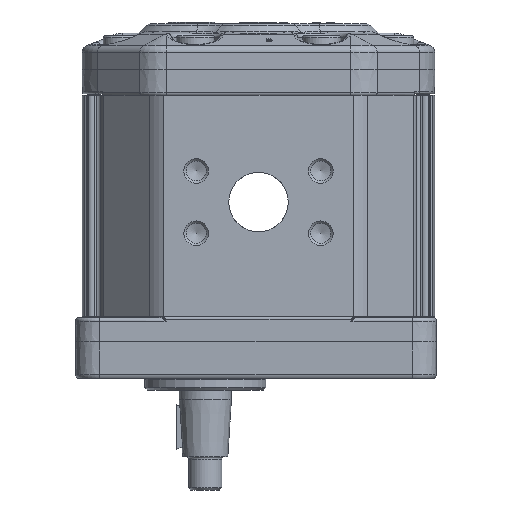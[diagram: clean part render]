
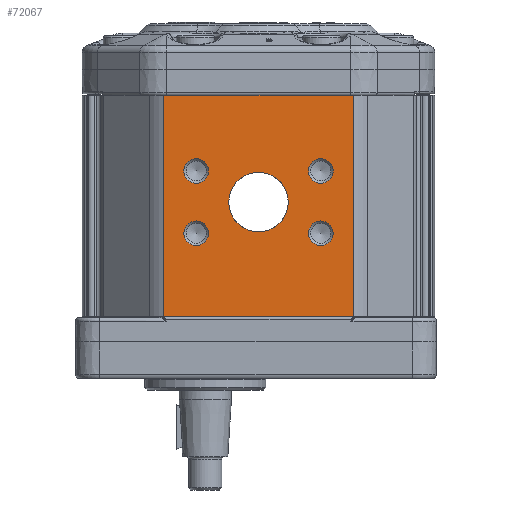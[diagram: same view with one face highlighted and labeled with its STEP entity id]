
A CAD part, left-side view. The second image highlights one B-rep face of the part: STEP entity #72067.
In plain terms, the highlighted planar face has unit normal (-1, 0, 0).
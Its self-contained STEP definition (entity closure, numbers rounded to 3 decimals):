
#70826=CARTESIAN_POINT('',(-60.,-62.173,-0.3));
#70827=VERTEX_POINT('',#70826);
#70828=CARTESIAN_POINT('',(-60.,17.383,-0.3));
#70829=VERTEX_POINT('',#70828);
#70830=CARTESIAN_POINT('',(-60.,-62.173,-0.3));
#70831=DIRECTION('',(0.0,1.0,0.0));
#70832=VECTOR('',#70831,79.556);
#70833=LINE('',#70830,#70832);
#70834=EDGE_CURVE('',#70827,#70829,#70833,.T.);
#71294=CARTESIAN_POINT('',(-60.,17.383,92.7));
#71295=VERTEX_POINT('',#71294);
#71296=CARTESIAN_POINT('',(-60.,-62.173,92.7));
#71297=VERTEX_POINT('',#71296);
#71298=CARTESIAN_POINT('',(-60.,17.383,92.7));
#71299=DIRECTION('',(0.0,-1.0,0.0));
#71300=VECTOR('',#71299,79.556);
#71301=LINE('',#71298,#71300);
#71302=EDGE_CURVE('',#71295,#71297,#71301,.T.);
#71987=CARTESIAN_POINT('',(-60.,3.79,65.983));
#71988=VERTEX_POINT('',#71987);
#71989=CARTESIAN_POINT('',(-60.,3.79,60.795));
#71990=DIRECTION('',(-1.0,0.0,0.0));
#71991=DIRECTION('',(0.0,0.0,-1.0));
#71992=AXIS2_PLACEMENT_3D('',#71989,#71990,#71991);
#71993=CIRCLE('',#71992,5.188);
#71994=EDGE_CURVE('',#71988,#71988,#71993,.T.);
#71999=CARTESIAN_POINT('',(-60.,-82.395,92.7));
#72000=DIRECTION('',(1.0,0.0,0.0));
#72001=DIRECTION('',(0.0,0.0,-1.0));
#72002=AXIS2_PLACEMENT_3D('',#71999,#72000,#72001);
#72003=PLANE('',#72002);
#72004=CARTESIAN_POINT('',(-60.,17.383,-0.3));
#72005=DIRECTION('',(0.0,0.0,1.0));
#72006=VECTOR('',#72005,93.0);
#72007=LINE('',#72004,#72006);
#72008=EDGE_CURVE('',#70829,#71295,#72007,.T.);
#72009=ORIENTED_EDGE('',*,*,#72008,.F.);
#72010=ORIENTED_EDGE('',*,*,#70834,.F.);
#72011=CARTESIAN_POINT('',(-60.,-62.173,92.7));
#72012=DIRECTION('',(0.0,0.0,-1.0));
#72013=VECTOR('',#72012,93.0);
#72014=LINE('',#72011,#72013);
#72015=EDGE_CURVE('',#71297,#70827,#72014,.T.);
#72016=ORIENTED_EDGE('',*,*,#72015,.F.);
#72017=ORIENTED_EDGE('',*,*,#71302,.F.);
#72018=EDGE_LOOP('',(#72009,#72010,#72016,#72017));
#72019=FACE_OUTER_BOUND('',#72018,.T.);
#72020=CARTESIAN_POINT('',(-60.,3.79,39.793));
#72021=VERTEX_POINT('',#72020);
#72022=CARTESIAN_POINT('',(-60.,3.79,34.605));
#72023=DIRECTION('',(-1.0,0.0,0.0));
#72024=DIRECTION('',(0.0,0.0,-1.0));
#72025=AXIS2_PLACEMENT_3D('',#72022,#72023,#72024);
#72026=CIRCLE('',#72025,5.188);
#72027=EDGE_CURVE('',#72021,#72021,#72026,.T.);
#72028=ORIENTED_EDGE('',*,*,#72027,.F.);
#72029=EDGE_LOOP('',(#72028));
#72030=FACE_BOUND('',#72029,.T.);
#72031=CARTESIAN_POINT('',(-60.,-48.58,65.983));
#72032=VERTEX_POINT('',#72031);
#72033=CARTESIAN_POINT('',(-60.,-48.58,60.795));
#72034=DIRECTION('',(-1.0,0.0,0.0));
#72035=DIRECTION('',(0.0,0.0,-1.0));
#72036=AXIS2_PLACEMENT_3D('',#72033,#72034,#72035);
#72037=CIRCLE('',#72036,5.188);
#72038=EDGE_CURVE('',#72032,#72032,#72037,.T.);
#72039=ORIENTED_EDGE('',*,*,#72038,.F.);
#72040=EDGE_LOOP('',(#72039));
#72041=FACE_BOUND('',#72040,.T.);
#72042=CARTESIAN_POINT('',(-60.,-22.395,60.2));
#72043=VERTEX_POINT('',#72042);
#72044=CARTESIAN_POINT('',(-60.,-22.395,47.7));
#72045=DIRECTION('',(1.0,0.0,0.0));
#72046=DIRECTION('',(0.0,0.0,1.0));
#72047=AXIS2_PLACEMENT_3D('',#72044,#72045,#72046);
#72048=CIRCLE('',#72047,12.5);
#72049=EDGE_CURVE('',#72043,#72043,#72048,.T.);
#72050=ORIENTED_EDGE('',*,*,#72049,.T.);
#72051=EDGE_LOOP('',(#72050));
#72052=FACE_BOUND('',#72051,.T.);
#72053=CARTESIAN_POINT('',(-60.,-48.58,39.793));
#72054=VERTEX_POINT('',#72053);
#72055=CARTESIAN_POINT('',(-60.,-48.58,34.605));
#72056=DIRECTION('',(-1.0,0.0,0.0));
#72057=DIRECTION('',(0.0,0.0,-1.0));
#72058=AXIS2_PLACEMENT_3D('',#72055,#72056,#72057);
#72059=CIRCLE('',#72058,5.188);
#72060=EDGE_CURVE('',#72054,#72054,#72059,.T.);
#72061=ORIENTED_EDGE('',*,*,#72060,.F.);
#72062=EDGE_LOOP('',(#72061));
#72063=FACE_BOUND('',#72062,.T.);
#72064=ORIENTED_EDGE('',*,*,#71994,.F.);
#72065=EDGE_LOOP('',(#72064));
#72066=FACE_BOUND('',#72065,.T.);
#72067=ADVANCED_FACE('',(#72019,#72030,#72041,#72052,#72063,#72066),#72003,.F.);
